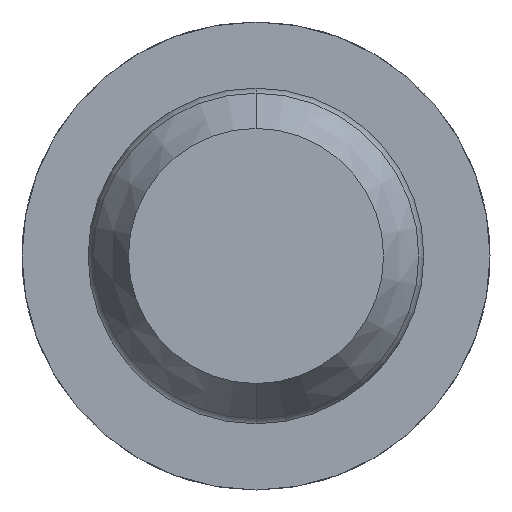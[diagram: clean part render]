
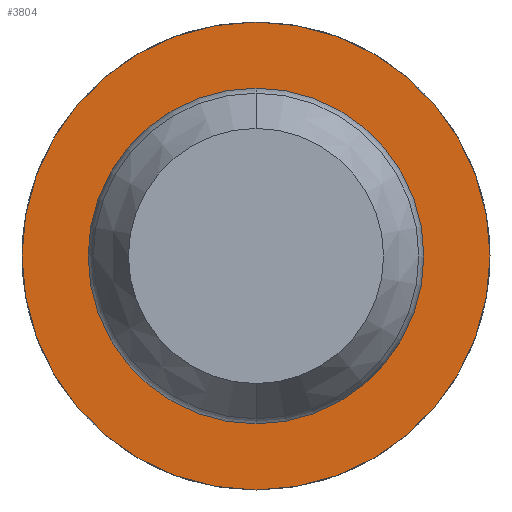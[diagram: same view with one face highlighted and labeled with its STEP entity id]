
A CAD part, front view. The second image highlights one B-rep face of the part: STEP entity #3804.
In plain terms, the highlighted planar face has unit normal (0, -1, 0).
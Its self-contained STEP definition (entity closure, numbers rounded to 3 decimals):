
#44 = FACE_BOUND ( 'NONE', #2742, .T. ) ;
#228 = ORIENTED_EDGE ( 'NONE', *, *, #2313, .T. ) ;
#401 = DIRECTION ( 'NONE',  ( 0., 1., 0. ) ) ;
#445 = AXIS2_PLACEMENT_3D ( 'NONE', #2099, #401, #2390 ) ;
#460 = EDGE_CURVE ( 'Defeature ausgef�hrt2_7+Defeature ausgef�hrt2_8+Defeature ausgef�hrt2_8+Defeature ausgef�hrt2_8', #3858, #2831, #1846, .T. ) ;
#552 = CARTESIAN_POINT ( 'NONE',  ( 0., -10., -1.15 ) ) ;
#761 = CARTESIAN_POINT ( 'NONE',  ( 0., -10., -0.825 ) ) ;
#1083 = ORIENTED_EDGE ( 'NONE', *, *, #460, .T. ) ;
#1239 = AXIS2_PLACEMENT_3D ( 'NONE', #1258, #4014, #1901 ) ;
#1258 = CARTESIAN_POINT ( 'NONE',  ( 0., -10., 0. ) ) ;
#1259 = CIRCLE ( 'NONE', #445, 0.825 ) ;
#1488 = EDGE_CURVE ( 'Defeature ausgef�hrt2_4+Defeature ausgef�hrt2_7+Defeature ausgef�hrt2_7+Defeature ausgef�hrt2_7', #3074, #3188, #2807, .T. ) ;
#1731 = DIRECTION ( 'NONE',  ( 0., 0., 1. ) ) ;
#1846 = CIRCLE ( 'NONE', #3960, 0.825 ) ;
#1853 = PLANE ( 'NONE',  #3187 ) ;
#1901 = DIRECTION ( 'NONE',  ( 0., 0., 1. ) ) ;
#2026 = DIRECTION ( 'NONE',  ( 0., 1., 0. ) ) ;
#2084 = CARTESIAN_POINT ( 'NONE',  ( 0., -10., 0. ) ) ;
#2099 = CARTESIAN_POINT ( 'NONE',  ( 0., -10., 0. ) ) ;
#2238 = ORIENTED_EDGE ( 'NONE', *, *, #1488, .F. ) ;
#2272 = ORIENTED_EDGE ( 'NONE', *, *, #2759, .F. ) ;
#2313 = EDGE_CURVE ( 'Defeature ausgef�hrt2_7+Defeature ausgef�hrt2_8+Defeature ausgef�hrt2_8+Defeature ausgef�hrt2_8', #2831, #3858, #1259, .T. ) ;
#2390 = DIRECTION ( 'NONE',  ( 0., 0., 1. ) ) ;
#2510 = CARTESIAN_POINT ( 'NONE',  ( 0., -10., 0.825 ) ) ;
#2742 = EDGE_LOOP ( 'NONE', ( #1083, #228 ) ) ;
#2759 = EDGE_CURVE ( 'Defeature ausgef�hrt2_4+Defeature ausgef�hrt2_7+Defeature ausgef�hrt2_7+Defeature ausgef�hrt2_7', #3188, #3074, #4010, .T. ) ;
#2807 = CIRCLE ( 'NONE', #1239, 1.15 ) ;
#2831 = VERTEX_POINT ( 'NONE', #761 ) ;
#2863 = DIRECTION ( 'NONE',  ( 0., 1., 0. ) ) ;
#2888 = CARTESIAN_POINT ( 'NONE',  ( 1.15, -10., 0. ) ) ;
#3025 = FACE_OUTER_BOUND ( 'NONE', #4075, .T. ) ;
#3037 = AXIS2_PLACEMENT_3D ( 'NONE', #3807, #2026, #1731 ) ;
#3074 = VERTEX_POINT ( 'NONE', #552 ) ;
#3187 = AXIS2_PLACEMENT_3D ( 'NONE', #2888, #2863, #4275 ) ;
#3188 = VERTEX_POINT ( 'NONE', #3865 ) ;
#3503 = DIRECTION ( 'NONE',  ( 0., 0., 1. ) ) ;
#3756 = DIRECTION ( 'NONE',  ( 0., 1., 0. ) ) ;
#3804 = ADVANCED_FACE ( 'Defeature ausgef�hrt2_7', ( #3025, #44 ), #1853, .F. ) ;
#3807 = CARTESIAN_POINT ( 'NONE',  ( 0., -10., 0. ) ) ;
#3858 = VERTEX_POINT ( 'NONE', #2510 ) ;
#3865 = CARTESIAN_POINT ( 'NONE',  ( 0., -10., 1.15 ) ) ;
#3960 = AXIS2_PLACEMENT_3D ( 'NONE', #2084, #3756, #3503 ) ;
#4010 = CIRCLE ( 'NONE', #3037, 1.15 ) ;
#4014 = DIRECTION ( 'NONE',  ( 0., 1., 0. ) ) ;
#4075 = EDGE_LOOP ( 'NONE', ( #2272, #2238 ) ) ;
#4275 = DIRECTION ( 'NONE',  ( 0., 0., 1. ) ) ;
